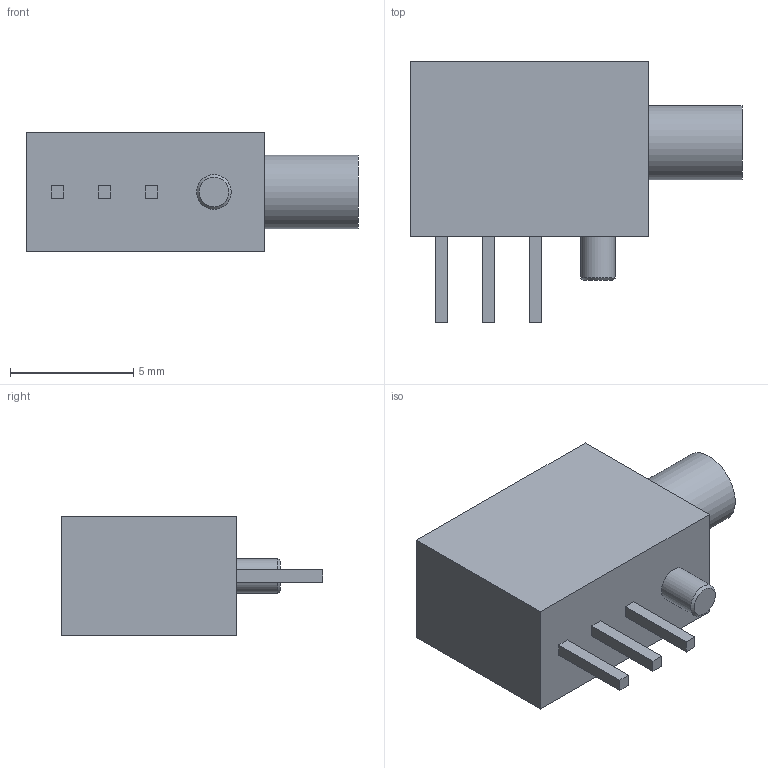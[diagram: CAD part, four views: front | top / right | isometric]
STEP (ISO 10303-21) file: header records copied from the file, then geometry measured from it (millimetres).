
FILE_DESCRIPTION(/* description */ (''),/* implementation_level */ '2;1');
FILE_NAME(/* name */ 'WP32WUM.step',/* time_stamp */ '2021-05-11T09:02:55+02:00',/* author */ (''),/* organization */ (''),/* preprocessor_version */ 'ST-DEVELOPER v18.1',/* originating_system */ 'Autodesk Translation Framework v10.6.0.1341',/* authorisation */ '');
FILE_SCHEMA (('AUTOMOTIVE_DESIGN { 1 0 10303 214 3 1 1 }'));
Length unit declared in the file: millimetre
Products named in the file (1): FusionComponent
Bounding box: 13.46 x 10.61 x 4.83 mm (x, y, z)
Volume: 363.7 mm3; surface area: 379.2 mm2
Topology: 5 solids, 5 shells, 30 faces, 56 edges, 37 vertices
Faces by surface type: plane 27, cylinder 2, cone 1
Full cylindrical faces by diameter (mm): 1.4 x1, 3 x1
Entity records: 780 total; most frequent: CARTESIAN_POINT 124, DIRECTION 123, ORIENTED_EDGE 112, EDGE_CURVE 56, LINE 51, VECTOR 51, VERTEX_POINT 37, AXIS2_PLACEMENT_3D 36
